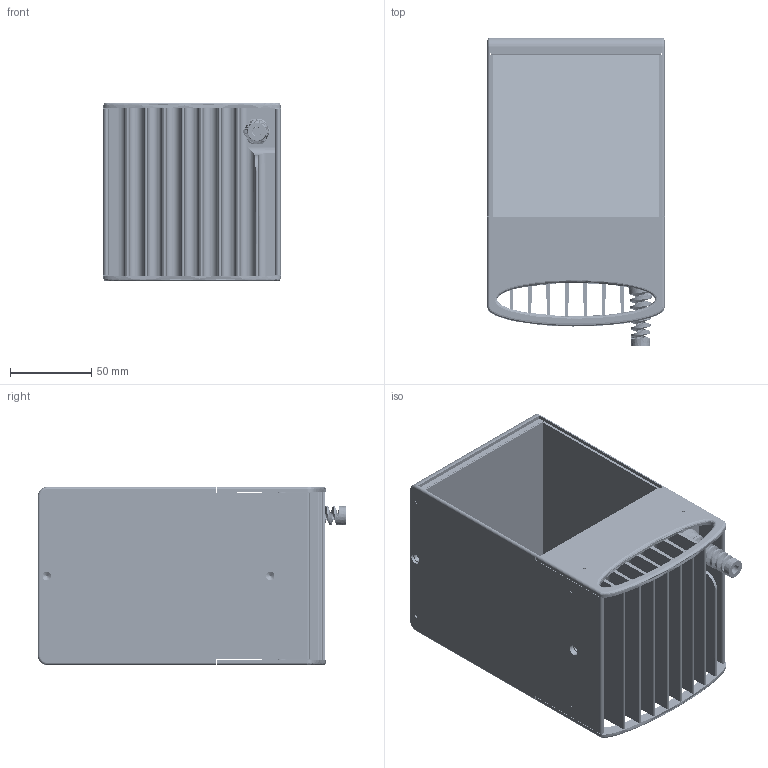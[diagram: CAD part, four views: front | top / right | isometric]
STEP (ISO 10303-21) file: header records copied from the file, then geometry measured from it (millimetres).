
FILE_DESCRIPTION((''),'2;1');
FILE_NAME('148997_ASM','2017-02-08T',('PDMAdmin'),('BANNER ENGINEERING'),'CREO PARAMETRIC BY PTC INC, 2016260','CREO PARAMETRIC BY PTC INC, 2016260','');
FILE_SCHEMA(('CONFIG_CONTROL_DESIGN'));
Products named in the file (36): 125261; 125281; 57225; 123845; SMLED8; 1206; 0603; SOT223; MINISMA; 0805; SO14; 0805C; SOT23; TVS3; DPAK; P7040SQ; WIRE24; 123845_ASM; 122946; 10047; 125410_P4; 125410_P3; 125410_P5; 125410_P2; 125410_P1; 125410_ASM; 125275; 125276; 124350; 125279; 125277; 125278; 125282; M3X8_HEX_FHCS; 125409; 148997_ASM
Assembly tree (441 placements, depth 3):
  148997_ASM
    125261
    125281
    57225  x4
    123845_ASM
      123845
      SMLED8  x256
      1206  x35
      0603  x39
      SOT223  x32
      MINISMA  x2
      0805  x6
      SO14  x10
      0805C  x8
      SOT23  x5
      TVS3
      DPAK
      P7040SQ
      WIRE24  x2
    122946  x4
    10047  x4
    125410_ASM
      125410_P4
      125410_P3
      125410_P5
      125410_P2
      125410_P1
    125275
    125276
    124350
    125279
    125277  x2
    125278
    125282
    M3X8_HEX_FHCS  x12
    125409
Bounding box: 109.26 x 190.33 x 109.86 mm (x, y, z)
Volume: 471020.8 mm3; surface area: 348638.7 mm2
Topology: 439 solids, 463 shells, 13896 faces, 36239 edges, 23066 vertices
Faces by surface type: plane 11102, cylinder 2008, sphere 512, cone 252, bspline 8, torus 8, extrusion 6
Entity records: 49358 total; most frequent: CARTESIAN_POINT 10709, DIRECTION 8780, ORIENTED_EDGE 6880, EDGE_CURVE 3489, AXIS2_PLACEMENT_3D 3150, VECTOR 2480, LINE 2477, VERTEX_POINT 2271
